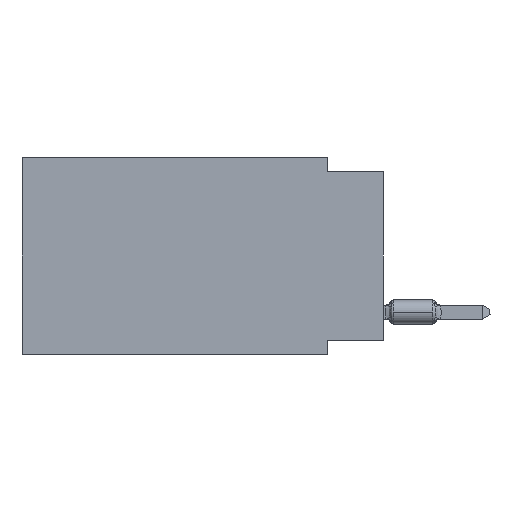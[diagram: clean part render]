
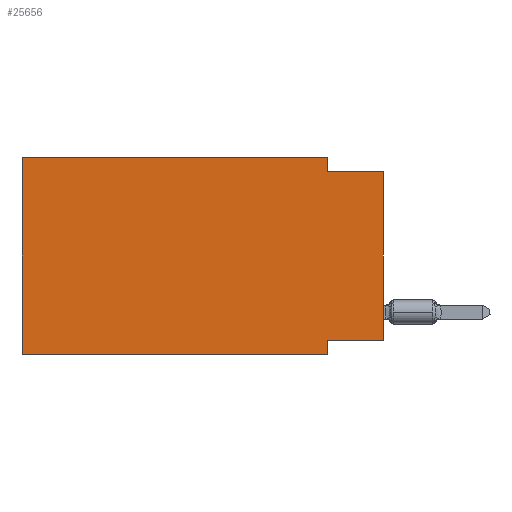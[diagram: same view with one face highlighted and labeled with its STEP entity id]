
A CAD part, left-side view. The second image highlights one B-rep face of the part: STEP entity #25656.
In plain terms, the highlighted planar face has unit normal (-1, 0, 0).
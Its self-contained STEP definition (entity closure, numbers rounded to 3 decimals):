
#1504 = VECTOR ( 'NONE', #19022, 1000. ) ;
#2084 = CARTESIAN_POINT ( 'NONE',  ( 0., 2.54, 0. ) ) ;
#2695 = LINE ( 'NONE', #52805, #33984 ) ;
#4364 = EDGE_CURVE ( 'NONE', #55926, #77301, #42351, .T. ) ;
#5023 = ORIENTED_EDGE ( 'NONE', *, *, #12348, .F. ) ;
#5328 = CARTESIAN_POINT ( 'NONE',  ( 0., 16.383, -8.89 ) ) ;
#6377 = CARTESIAN_POINT ( 'NONE',  ( 0., 0., -0.635 ) ) ;
#6414 = ORIENTED_EDGE ( 'NONE', *, *, #33428, .T. ) ;
#6534 = FACE_OUTER_BOUND ( 'NONE', #40587, .T. ) ;
#6905 = VERTEX_POINT ( 'NONE', #46038 ) ;
#11074 = DIRECTION ( 'NONE',  ( 0., 0., -1. ) ) ;
#11512 = EDGE_CURVE ( 'NONE', #52967, #32355, #87377, .T. ) ;
#12348 = EDGE_CURVE ( 'NONE', #29093, #49199, #46994, .T. ) ;
#13592 = CARTESIAN_POINT ( 'NONE',  ( 0., 2.54, 0. ) ) ;
#13879 = CARTESIAN_POINT ( 'NONE',  ( 0., 16.383, 0. ) ) ;
#19022 = DIRECTION ( 'NONE',  ( 0., -1., 0. ) ) ;
#25656 = ADVANCED_FACE ( 'NONE', ( #6534 ), #27338, .F. ) ;
#25766 = AXIS2_PLACEMENT_3D ( 'NONE', #27809, #56679, #85557 ) ;
#27338 = PLANE ( 'NONE',  #25766 ) ;
#27809 = CARTESIAN_POINT ( 'NONE',  ( 0., 16.383, 0. ) ) ;
#29093 = VERTEX_POINT ( 'NONE', #54018 ) ;
#29563 = DIRECTION ( 'NONE',  ( 0., 0., 1. ) ) ;
#31582 = CARTESIAN_POINT ( 'NONE',  ( 0., 16.383, 0. ) ) ;
#32355 = VERTEX_POINT ( 'NONE', #32467 ) ;
#32417 = VERTEX_POINT ( 'NONE', #6377 ) ;
#32467 = CARTESIAN_POINT ( 'NONE',  ( 0., 2.54, -0.635 ) ) ;
#33428 = EDGE_CURVE ( 'NONE', #6905, #32417, #2695, .T. ) ;
#33984 = VECTOR ( 'NONE', #80762, 1000. ) ;
#35828 = EDGE_CURVE ( 'NONE', #55926, #49199, #69667, .T. ) ;
#35877 = EDGE_CURVE ( 'NONE', #6905, #29093, #44033, .T. ) ;
#36126 = VECTOR ( 'NONE', #59187, 1000. ) ;
#36441 = ORIENTED_EDGE ( 'NONE', *, *, #77904, .F. ) ;
#40311 = LINE ( 'NONE', #83850, #1504 ) ;
#40459 = CARTESIAN_POINT ( 'NONE',  ( 0., 2.54, -8.89 ) ) ;
#40587 = EDGE_LOOP ( 'NONE', ( #6414, #85980, #69577, #36441, #70972, #89715, #5023, #42034 ) ) ;
#42034 = ORIENTED_EDGE ( 'NONE', *, *, #35877, .F. ) ;
#42351 = LINE ( 'NONE', #86366, #91261 ) ;
#42638 = DIRECTION ( 'NONE',  ( 0., -1., 0. ) ) ;
#44033 = LINE ( 'NONE', #57786, #36126 ) ;
#46038 = CARTESIAN_POINT ( 'NONE',  ( 0., 0., -8.255 ) ) ;
#46994 = LINE ( 'NONE', #75883, #64362 ) ;
#49199 = VERTEX_POINT ( 'NONE', #40459 ) ;
#51445 = VECTOR ( 'NONE', #78872, 1000. ) ;
#52805 = CARTESIAN_POINT ( 'NONE',  ( 0., 0., 0. ) ) ;
#52819 = VECTOR ( 'NONE', #42638, 1000. ) ;
#52967 = VERTEX_POINT ( 'NONE', #2084 ) ;
#54018 = CARTESIAN_POINT ( 'NONE',  ( 0., 2.54, -8.255 ) ) ;
#55926 = VERTEX_POINT ( 'NONE', #79810 ) ;
#56483 = DIRECTION ( 'NONE',  ( 0., -1., 0. ) ) ;
#56679 = DIRECTION ( 'NONE',  ( 1., 0., 0. ) ) ;
#57786 = CARTESIAN_POINT ( 'NONE',  ( 0., 0., -8.255 ) ) ;
#59187 = DIRECTION ( 'NONE',  ( 0., 1., 0. ) ) ;
#64362 = VECTOR ( 'NONE', #11074, 1000. ) ;
#69577 = ORIENTED_EDGE ( 'NONE', *, *, #11512, .F. ) ;
#69667 = LINE ( 'NONE', #5328, #52819 ) ;
#70972 = ORIENTED_EDGE ( 'NONE', *, *, #4364, .F. ) ;
#71617 = LINE ( 'NONE', #13879, #80606 ) ;
#75883 = CARTESIAN_POINT ( 'NONE',  ( 0., 2.54, -8.89 ) ) ;
#77301 = VERTEX_POINT ( 'NONE', #31582 ) ;
#77904 = EDGE_CURVE ( 'NONE', #77301, #52967, #71617, .T. ) ;
#78872 = DIRECTION ( 'NONE',  ( 0., 0., -1. ) ) ;
#79810 = CARTESIAN_POINT ( 'NONE',  ( 0., 16.383, -8.89 ) ) ;
#80606 = VECTOR ( 'NONE', #56483, 1000. ) ;
#80762 = DIRECTION ( 'NONE',  ( 0., 0., 1. ) ) ;
#83850 = CARTESIAN_POINT ( 'NONE',  ( 0., 0., -0.635 ) ) ;
#85557 = DIRECTION ( 'NONE',  ( 0., 0., -1. ) ) ;
#85980 = ORIENTED_EDGE ( 'NONE', *, *, #87598, .F. ) ;
#86366 = CARTESIAN_POINT ( 'NONE',  ( 0., 16.383, 0. ) ) ;
#87377 = LINE ( 'NONE', #13592, #51445 ) ;
#87598 = EDGE_CURVE ( 'NONE', #32355, #32417, #40311, .T. ) ;
#89715 = ORIENTED_EDGE ( 'NONE', *, *, #35828, .T. ) ;
#91261 = VECTOR ( 'NONE', #29563, 1000. ) ;
